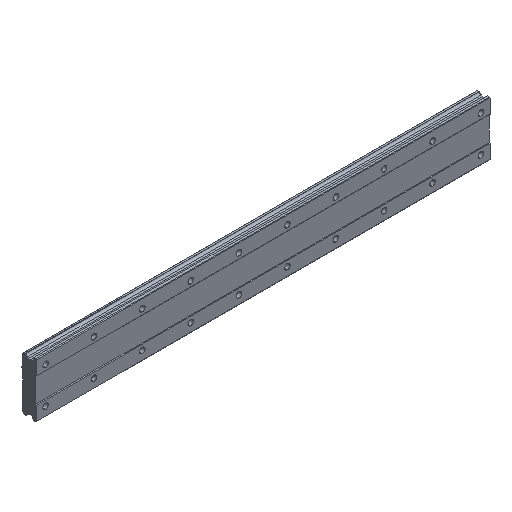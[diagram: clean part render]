
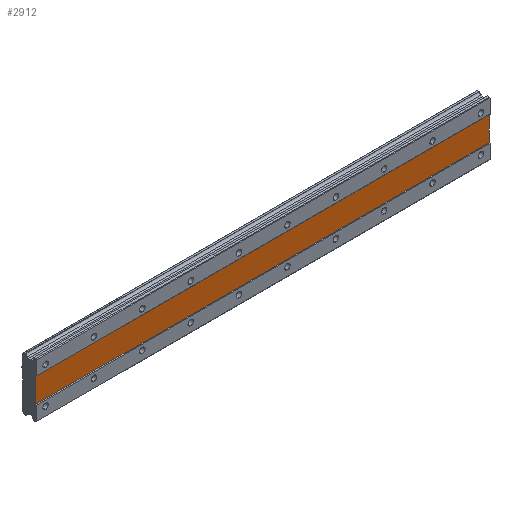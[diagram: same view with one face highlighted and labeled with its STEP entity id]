
A CAD part, isometric view. The second image highlights one B-rep face of the part: STEP entity #2912.
In plain terms, the highlighted planar face has unit normal (0, -1, 0).
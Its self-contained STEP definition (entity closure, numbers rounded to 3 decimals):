
#56 = VECTOR ( 'NONE', #3482, 1000. ) ;
#90 = EDGE_CURVE ( 'NONE', #1488, #2427, #2772, .T. ) ;
#98 = CARTESIAN_POINT ( 'NONE',  ( 735., 1., 44.91 ) ) ;
#175 = VERTEX_POINT ( 'NONE', #1674 ) ;
#198 = CARTESIAN_POINT ( 'NONE',  ( -15., 1., 44.91 ) ) ;
#392 = DIRECTION ( 'NONE',  ( -1., 0., 0. ) ) ;
#434 = VECTOR ( 'NONE', #1505, 1000. ) ;
#946 = CARTESIAN_POINT ( 'NONE',  ( 735., 1., 20. ) ) ;
#1033 = DIRECTION ( 'NONE',  ( 0., 1., 0. ) ) ;
#1073 = DIRECTION ( 'NONE',  ( 0., 0., -1. ) ) ;
#1331 = LINE ( 'NONE', #1394, #2752 ) ;
#1394 = CARTESIAN_POINT ( 'NONE',  ( 735., 1., -20. ) ) ;
#1437 = LINE ( 'NONE', #98, #4001 ) ;
#1488 = VERTEX_POINT ( 'NONE', #2012 ) ;
#1505 = DIRECTION ( 'NONE',  ( 0., 0., -1. ) ) ;
#1524 = ORIENTED_EDGE ( 'NONE', *, *, #2302, .T. ) ;
#1674 = CARTESIAN_POINT ( 'NONE',  ( 735., 1., -20. ) ) ;
#1680 = CARTESIAN_POINT ( 'NONE',  ( 735., 1., 20. ) ) ;
#2012 = CARTESIAN_POINT ( 'NONE',  ( -15., 1., 20. ) ) ;
#2145 = EDGE_CURVE ( 'NONE', #2427, #175, #1437, .T. ) ;
#2302 = EDGE_CURVE ( 'NONE', #1488, #2340, #3134, .T. ) ;
#2340 = VERTEX_POINT ( 'NONE', #4237 ) ;
#2344 = DIRECTION ( 'NONE',  ( 0., 0., 1. ) ) ;
#2381 = FACE_OUTER_BOUND ( 'NONE', #2788, .T. ) ;
#2427 = VERTEX_POINT ( 'NONE', #3683 ) ;
#2752 = VECTOR ( 'NONE', #392, 1000. ) ;
#2772 = LINE ( 'NONE', #946, #56 ) ;
#2788 = EDGE_LOOP ( 'NONE', ( #3899, #3653, #2923, #1524 ) ) ;
#2856 = EDGE_CURVE ( 'NONE', #175, #2340, #1331, .T. ) ;
#2912 = ADVANCED_FACE ( 'NONE', ( #2381 ), #4040, .F. ) ;
#2923 = ORIENTED_EDGE ( 'NONE', *, *, #90, .F. ) ;
#3134 = LINE ( 'NONE', #198, #434 ) ;
#3306 = AXIS2_PLACEMENT_3D ( 'NONE', #1680, #1033, #2344 ) ;
#3482 = DIRECTION ( 'NONE',  ( 1., 0., 0. ) ) ;
#3653 = ORIENTED_EDGE ( 'NONE', *, *, #2145, .F. ) ;
#3683 = CARTESIAN_POINT ( 'NONE',  ( 735., 1., 20. ) ) ;
#3899 = ORIENTED_EDGE ( 'NONE', *, *, #2856, .F. ) ;
#4001 = VECTOR ( 'NONE', #1073, 1000. ) ;
#4040 = PLANE ( 'NONE',  #3306 ) ;
#4237 = CARTESIAN_POINT ( 'NONE',  ( -15., 1., -20. ) ) ;
